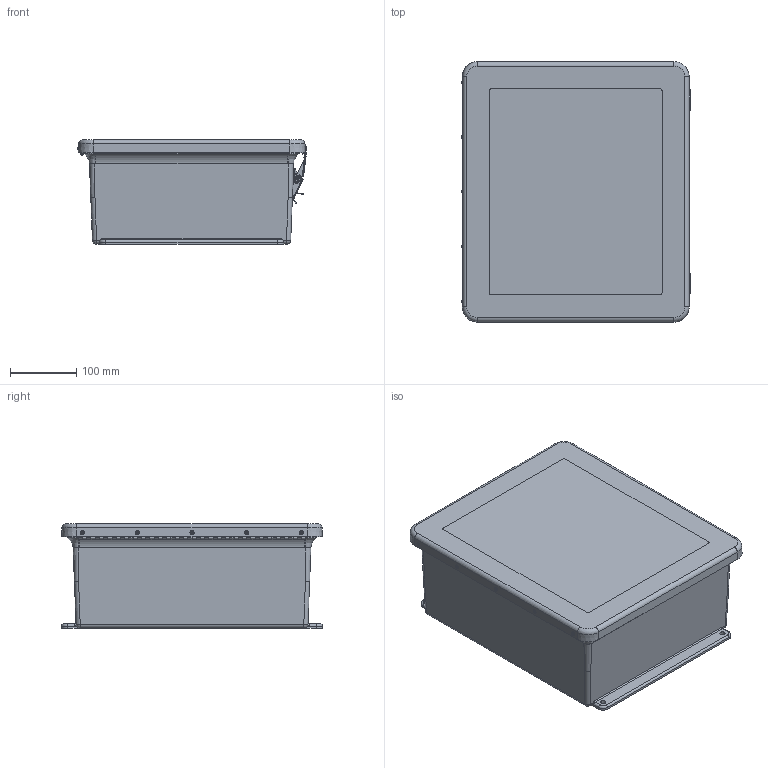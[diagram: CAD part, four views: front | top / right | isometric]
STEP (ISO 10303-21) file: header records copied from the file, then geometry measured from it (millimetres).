
FILE_DESCRIPTION(/* description */ (''),/* implementation_level */ '2;1');
FILE_NAME(/* name */ 'HW-J141206CHQRW.stp',/* time_stamp */ '2014-03-13T10:15:36-05:00',/* author */ ('pmescher'),/* organization */ (''),/* preprocessor_version */ 'ST-DEVELOPER v15.2',/* originating_system */ 'Autodesk Inventor 2014',/* authorisation */ '');
FILE_SCHEMA (('AUTOMOTIVE_DESIGN { 1 0 10303 214 3 1 1 }'));
Length unit declared in the file: inch
Products named in the file (25): J1412HL_4; RMINS45821P_239; RMINS45821P_240; RMINS45821P_241; RMINS45821P_242; J1412BHL; JW1412HLCVR; GASKET_1412; WINDOW_1412; WP1412HLU; RMHINGCOV13; RMHINGBOX13; RMHINGPIN13; RMHING13; RMRIV43; RMRIV44; RMKEEPSSL; Anchor Plate; Locking Layer; Hook blade; Hinge Pin_Lower; Hinge Pin_Upper; RMLATPLSSL; JW1412HPL_STP
Bounding box: 344.6 x 393.7 x 157.44 mm (x, y, z)
Volume: 2126181.2 mm3; surface area: 1063921.7 mm2
Topology: 41 solids, 41 shells, 1073 faces, 2740 edges, 1787 vertices
Faces by surface type: plane 472, cylinder 452, torus 64, cone 41, bspline 40, sphere 4
Full cylindrical faces by diameter (mm): 2.159 x55, 2.64 x8, 3.048 x2, 3.175 x18, 3.302 x4, 3.327 x10, 3.429 x18, 3.556 x22, 3.861 x8, 3.962 x7, 4.306 x4, 5.537 x4, 6.35 x10, 6.858 x4, 7.62 x4, 9.525 x2
Entity records: 26474 total; most frequent: CARTESIAN_POINT 5943, DIRECTION 4361, ORIENTED_EDGE 3848, EDGE_CURVE 1924, AXIS2_PLACEMENT_3D 1645, VERTEX_POINT 1329, EDGE_LOOP 1171, LINE 1071
